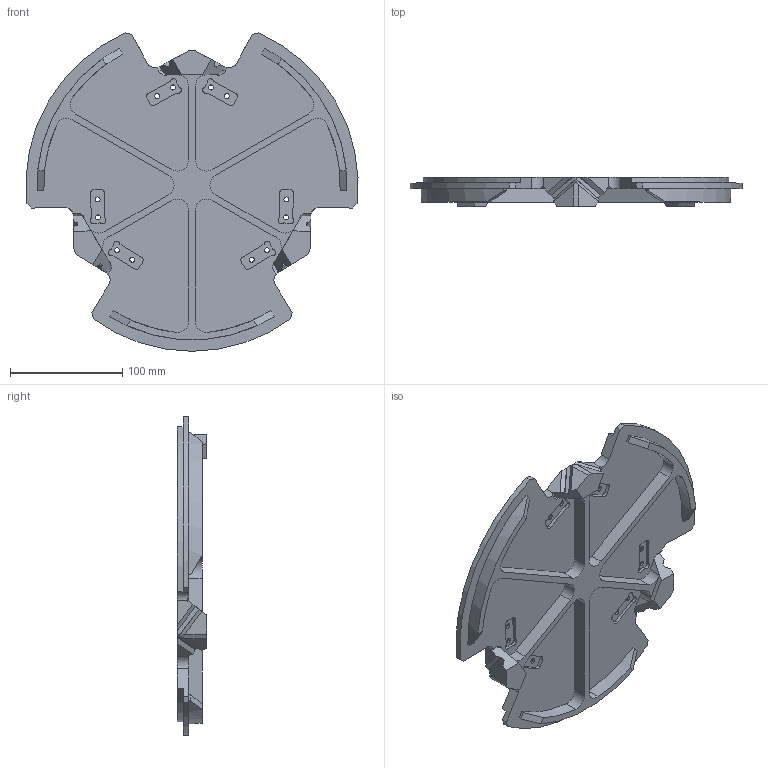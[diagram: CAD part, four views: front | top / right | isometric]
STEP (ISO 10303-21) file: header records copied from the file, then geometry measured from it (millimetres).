
FILE_DESCRIPTION (( 'STEP AP214' ), '1' );
FILE_NAME ('mobile_platform_bis.STEP', '2021-04-15T07:23:00', ( '' ), ( '' ), 'SwSTEP 2.0', 'SolidWorks 2020', '' );
FILE_SCHEMA (( 'AUTOMOTIVE_DESIGN' ));
Length unit declared in the file: millimetre
Products named in the file (1): mobile_platform_bis
Bounding box: 295.68 x 26 x 283.66 mm (x, y, z)
Volume: 658665.8 mm3; surface area: 159185.2 mm2
Topology: 1 solids, 1 shells, 242 faces, 672 edges, 450 vertices
Faces by surface type: plane 149, cylinder 93
Full cylindrical faces by diameter (mm): 4.5 x12, 8 x12
Entity records: 7618 total; most frequent: CARTESIAN_POINT 1407, DIRECTION 1272, ORIENTED_EDGE 1272, EDGE_CURVE 636, VERTEX_POINT 438, VECTOR 426, LINE 426, AXIS2_PLACEMENT_3D 423
